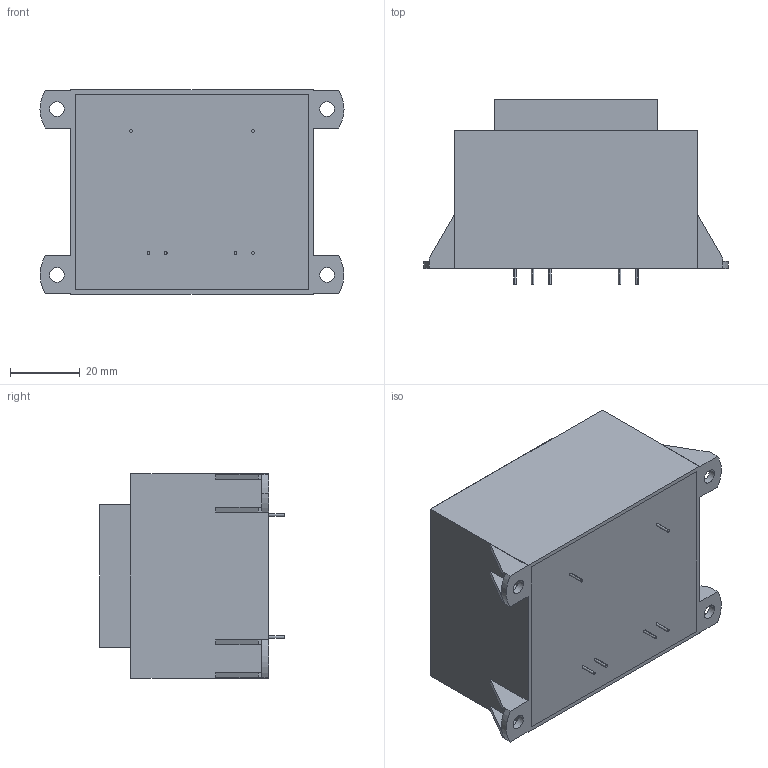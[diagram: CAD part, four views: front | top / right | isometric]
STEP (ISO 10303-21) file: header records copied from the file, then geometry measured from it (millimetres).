
FILE_DESCRIPTION (( 'STEP AP214' ), '1' );
FILE_NAME ('866561.STEP', '2024-04-05T14:52:28', ( '' ), ( '' ), 'SwSTEP 2.0', 'SolidWorks 2022', '' );
FILE_SCHEMA (( 'AUTOMOTIVE_DESIGN' ));
Length unit declared in the file: millimetre
Products named in the file (1): 866561
Bounding box: 87.2 x 53.05 x 58.6 mm (x, y, z)
Volume: 179492.8 mm3; surface area: 21540.7 mm2
Topology: 1 solids, 1 shells, 88 faces, 230 edges, 152 vertices
Faces by surface type: plane 62, cylinder 26
Entity records: 2746 total; most frequent: CARTESIAN_POINT 471, DIRECTION 462, ORIENTED_EDGE 460, EDGE_CURVE 230, VECTOR 176, LINE 176, VERTEX_POINT 152, AXIS2_PLACEMENT_3D 143
